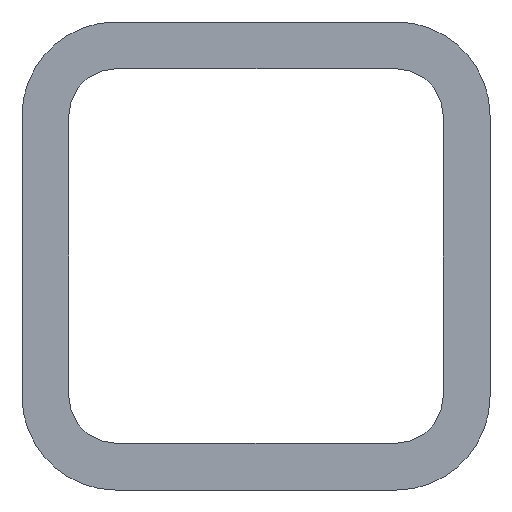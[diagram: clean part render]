
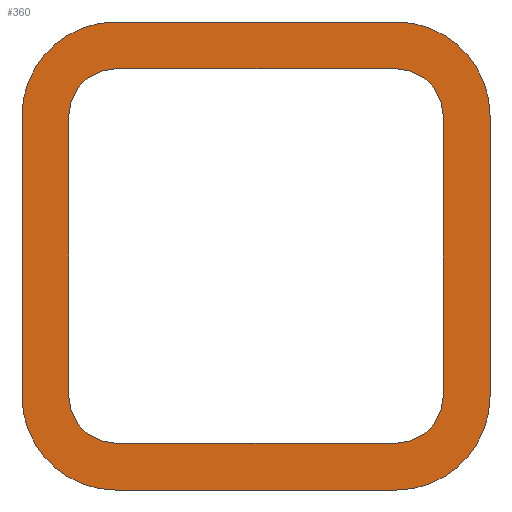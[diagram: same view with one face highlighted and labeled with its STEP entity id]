
A CAD part, front view. The second image highlights one B-rep face of the part: STEP entity #360.
In plain terms, the highlighted face is planar.
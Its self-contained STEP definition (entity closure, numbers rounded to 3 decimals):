
#30=FACE_BOUND('',#92,.T.);
#31=CIRCLE('',#468,5.);
#33=CIRCLE('',#472,5.);
#35=CIRCLE('',#476,10.);
#37=CIRCLE('',#480,10.);
#39=CIRCLE('',#484,5.);
#41=CIRCLE('',#488,5.);
#43=CIRCLE('',#492,10.);
#45=CIRCLE('',#496,10.);
#72=FACE_OUTER_BOUND('',#91,.T.);
#91=EDGE_LOOP('',(#317,#318,#319,#320,#321,#322,#323,#324));
#92=EDGE_LOOP('',(#325,#326,#327,#328,#329,#330,#331,#332));
#93=LINE('',#632,#125);
#98=LINE('',#646,#130);
#102=LINE('',#659,#134);
#107=LINE('',#673,#139);
#111=LINE('',#685,#143);
#115=LINE('',#697,#147);
#118=LINE('',#706,#150);
#122=LINE('',#718,#154);
#125=VECTOR('',#516,10.);
#130=VECTOR('',#529,10.);
#134=VECTOR('',#541,10.);
#139=VECTOR('',#554,10.);
#143=VECTOR('',#566,10.);
#147=VECTOR('',#578,10.);
#150=VECTOR('',#589,10.);
#154=VECTOR('',#601,10.);
#157=VERTEX_POINT('',#630);
#158=VERTEX_POINT('',#631);
#161=VERTEX_POINT('',#639);
#163=VERTEX_POINT('',#645);
#165=VERTEX_POINT('',#651);
#167=VERTEX_POINT('',#657);
#168=VERTEX_POINT('',#658);
#171=VERTEX_POINT('',#666);
#173=VERTEX_POINT('',#672);
#175=VERTEX_POINT('',#678);
#177=VERTEX_POINT('',#684);
#179=VERTEX_POINT('',#690);
#181=VERTEX_POINT('',#696);
#183=VERTEX_POINT('',#705);
#185=VERTEX_POINT('',#711);
#187=VERTEX_POINT('',#717);
#189=EDGE_CURVE('',#157,#158,#93,.T.);
#193=EDGE_CURVE('',#158,#161,#31,.T.);
#196=EDGE_CURVE('',#161,#163,#98,.T.);
#199=EDGE_CURVE('',#163,#165,#33,.T.);
#202=EDGE_CURVE('',#167,#168,#102,.T.);
#206=EDGE_CURVE('',#168,#171,#35,.T.);
#209=EDGE_CURVE('',#171,#173,#107,.T.);
#212=EDGE_CURVE('',#173,#175,#37,.T.);
#215=EDGE_CURVE('',#165,#177,#111,.T.);
#218=EDGE_CURVE('',#179,#157,#39,.T.);
#221=EDGE_CURVE('',#181,#179,#115,.T.);
#224=EDGE_CURVE('',#177,#181,#41,.T.);
#226=EDGE_CURVE('',#175,#183,#118,.T.);
#229=EDGE_CURVE('',#183,#185,#43,.T.);
#232=EDGE_CURVE('',#185,#187,#122,.T.);
#235=EDGE_CURVE('',#187,#167,#45,.T.);
#317=ORIENTED_EDGE('',*,*,#226,.F.);
#318=ORIENTED_EDGE('',*,*,#212,.F.);
#319=ORIENTED_EDGE('',*,*,#209,.F.);
#320=ORIENTED_EDGE('',*,*,#206,.F.);
#321=ORIENTED_EDGE('',*,*,#202,.F.);
#322=ORIENTED_EDGE('',*,*,#235,.F.);
#323=ORIENTED_EDGE('',*,*,#232,.F.);
#324=ORIENTED_EDGE('',*,*,#229,.F.);
#325=ORIENTED_EDGE('',*,*,#215,.F.);
#326=ORIENTED_EDGE('',*,*,#199,.F.);
#327=ORIENTED_EDGE('',*,*,#196,.F.);
#328=ORIENTED_EDGE('',*,*,#193,.F.);
#329=ORIENTED_EDGE('',*,*,#189,.F.);
#330=ORIENTED_EDGE('',*,*,#218,.F.);
#331=ORIENTED_EDGE('',*,*,#221,.F.);
#332=ORIENTED_EDGE('',*,*,#224,.F.);
#342=PLANE('',#499);
#360=ADVANCED_FACE('',(#72,#30),#342,.T.);
#468=AXIS2_PLACEMENT_3D('',#640,#522,#523);
#472=AXIS2_PLACEMENT_3D('',#652,#534,#535);
#476=AXIS2_PLACEMENT_3D('',#667,#547,#548);
#480=AXIS2_PLACEMENT_3D('',#679,#559,#560);
#484=AXIS2_PLACEMENT_3D('',#691,#571,#572);
#488=AXIS2_PLACEMENT_3D('',#702,#583,#584);
#492=AXIS2_PLACEMENT_3D('',#712,#594,#595);
#496=AXIS2_PLACEMENT_3D('',#723,#606,#607);
#499=AXIS2_PLACEMENT_3D('',#726,#612,#613);
#516=DIRECTION('',(1.,0.,0.));
#522=DIRECTION('center_axis',(0.,0.,1.));
#523=DIRECTION('ref_axis',(0.,1.,0.));
#529=DIRECTION('',(0.,1.,0.));
#534=DIRECTION('center_axis',(0.,0.,1.));
#535=DIRECTION('ref_axis',(-1.,0.,0.));
#541=DIRECTION('',(0.,-1.,0.));
#547=DIRECTION('center_axis',(0.,0.,-1.));
#548=DIRECTION('ref_axis',(0.,1.,0.));
#554=DIRECTION('',(-1.,0.,0.));
#559=DIRECTION('center_axis',(0.,0.,-1.));
#560=DIRECTION('ref_axis',(1.,0.,0.));
#566=DIRECTION('',(-1.,0.,0.));
#571=DIRECTION('center_axis',(0.,0.,1.));
#572=DIRECTION('ref_axis',(1.,0.,0.));
#578=DIRECTION('',(0.,-1.,0.));
#583=DIRECTION('center_axis',(0.,0.,1.));
#584=DIRECTION('ref_axis',(0.,-1.,0.));
#589=DIRECTION('',(0.,1.,0.));
#594=DIRECTION('center_axis',(0.,0.,-1.));
#595=DIRECTION('ref_axis',(0.,-1.,0.));
#601=DIRECTION('',(1.,0.,0.));
#606=DIRECTION('center_axis',(0.,0.,-1.));
#607=DIRECTION('ref_axis',(-1.,0.,0.));
#612=DIRECTION('center_axis',(0.,0.,1.));
#613=DIRECTION('ref_axis',(1.,0.,0.));
#630=CARTESIAN_POINT('',(-15.,-20.,4300.));
#631=CARTESIAN_POINT('',(15.,-20.,4300.));
#632=CARTESIAN_POINT('',(7.5,-20.,4300.));
#639=CARTESIAN_POINT('',(20.,-15.,4300.));
#640=CARTESIAN_POINT('Origin',(15.,-15.,4300.));
#645=CARTESIAN_POINT('',(20.,15.,4300.));
#646=CARTESIAN_POINT('',(20.,7.5,4300.));
#651=CARTESIAN_POINT('',(15.,20.,4300.));
#652=CARTESIAN_POINT('Origin',(15.,15.,4300.));
#657=CARTESIAN_POINT('',(25.,15.,4300.));
#658=CARTESIAN_POINT('',(25.,-15.,4300.));
#659=CARTESIAN_POINT('',(25.,7.5,4300.));
#666=CARTESIAN_POINT('',(15.,-25.,4300.));
#667=CARTESIAN_POINT('Origin',(15.,-15.,4300.));
#672=CARTESIAN_POINT('',(-15.,-25.,4300.));
#673=CARTESIAN_POINT('',(7.5,-25.,4300.));
#678=CARTESIAN_POINT('',(-25.,-15.,4300.));
#679=CARTESIAN_POINT('Origin',(-15.,-15.,4300.));
#684=CARTESIAN_POINT('',(-15.,20.,4300.));
#685=CARTESIAN_POINT('',(-7.5,20.,4300.));
#690=CARTESIAN_POINT('',(-20.,-15.,4300.));
#691=CARTESIAN_POINT('Origin',(-15.,-15.,4300.));
#696=CARTESIAN_POINT('',(-20.,15.,4300.));
#697=CARTESIAN_POINT('',(-20.,-7.5,4300.));
#702=CARTESIAN_POINT('Origin',(-15.,15.,4300.));
#705=CARTESIAN_POINT('',(-25.,15.,4300.));
#706=CARTESIAN_POINT('',(-25.,-7.5,4300.));
#711=CARTESIAN_POINT('',(-15.,25.,4300.));
#712=CARTESIAN_POINT('Origin',(-15.,15.,4300.));
#717=CARTESIAN_POINT('',(15.,25.,4300.));
#718=CARTESIAN_POINT('',(-7.5,25.,4300.));
#723=CARTESIAN_POINT('Origin',(15.,15.,4300.));
#726=CARTESIAN_POINT('Origin',(0.,0.,
4300.));
